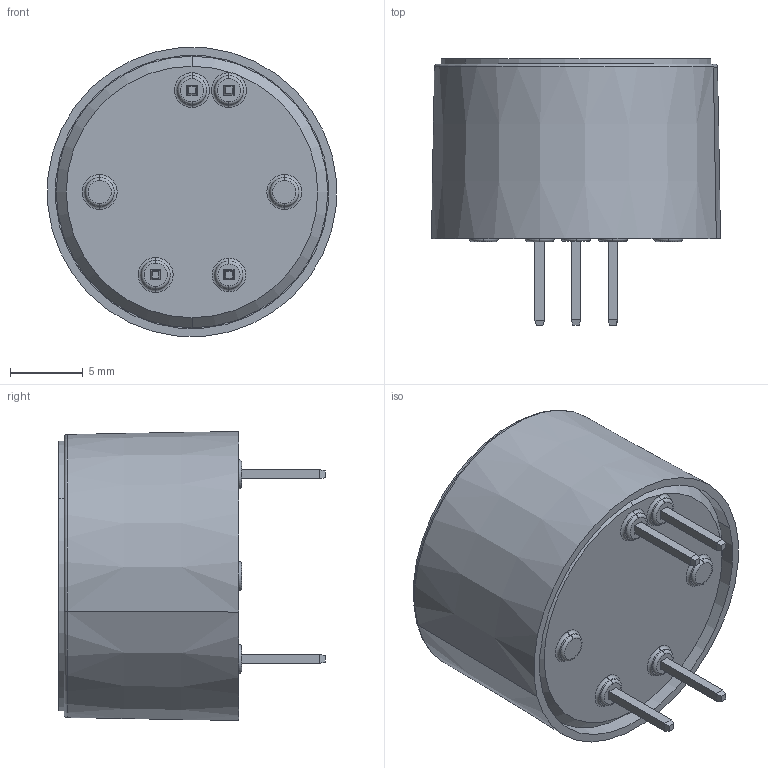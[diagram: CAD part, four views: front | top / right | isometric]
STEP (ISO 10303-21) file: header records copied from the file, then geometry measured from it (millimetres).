
FILE_DESCRIPTION (( 'STEP AP214' ), '1' );
FILE_NAME ('Lox Assembly old housing.STEP', '2016-10-11T09:34:42', ( '' ), ( '' ), 'SwSTEP 2.0', 'SolidWorks 2016', '' );
FILE_SCHEMA (( 'AUTOMOTIVE_DESIGN' ));
Length unit declared in the file: millimetre
Products named in the file (1): Lox Assembly old housing
Bounding box: 19.86 x 18.32 x 19.86 mm (x, y, z)
Surface area: 1975.9 mm2 (no closed solid volume)
Topology: 0 solids, 7 shells, 98 faces, 265 edges, 182 vertices
Faces by surface type: plane 50, torus 26, cylinder 18, cone 4
Entity records: 4236 total; most frequent: DIRECTION 601, CARTESIAN_POINT 546, ORIENTED_EDGE 444, EDGE_CURVE 265, AXIS2_PLACEMENT_3D 237, VERTEX_POINT 182, CIRCLE 138, EDGE_LOOP 131
